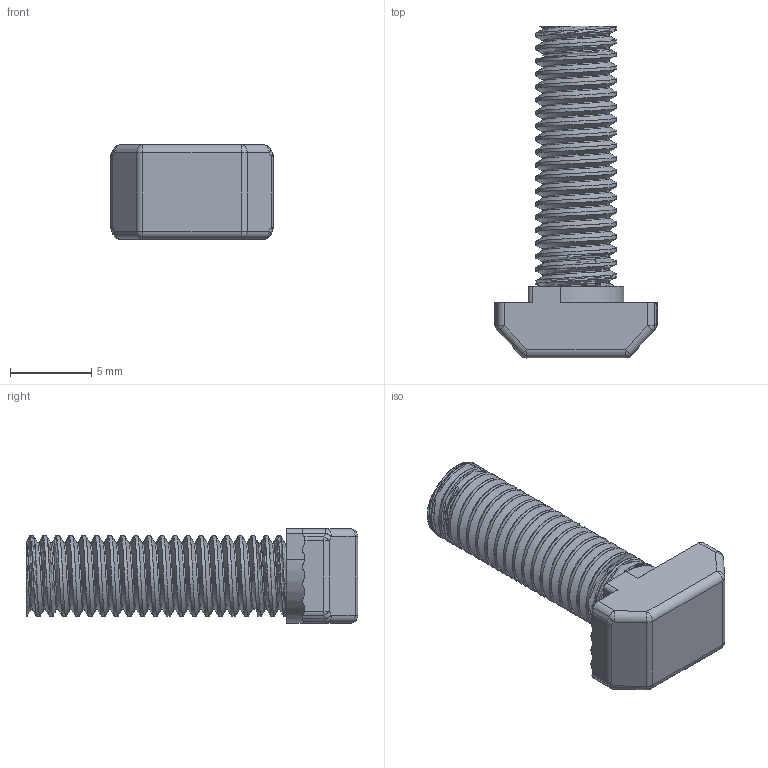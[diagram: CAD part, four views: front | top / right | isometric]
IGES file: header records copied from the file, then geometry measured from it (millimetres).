
Start section: SolidWorks IGES file using analytic representation for surfaces
Global section: file name: Ò-Áîëò 6 ïàç M5x16.IGS; native system: SolidWorks 2019; preprocessor: SolidWorks 2019; author: Êîíñòðóêòîð; date: 190415.121431; units: millimetre
Bounding box: 10 x 20.4 x 5.8 mm (x, y, z)
Surface area: 591.1 mm2 (no closed solid volume)
Topology: 0 solids, 0 shells, 167 faces, 2787 edges, 3231 vertices
Faces by surface type: revolution 112, bspline 55
